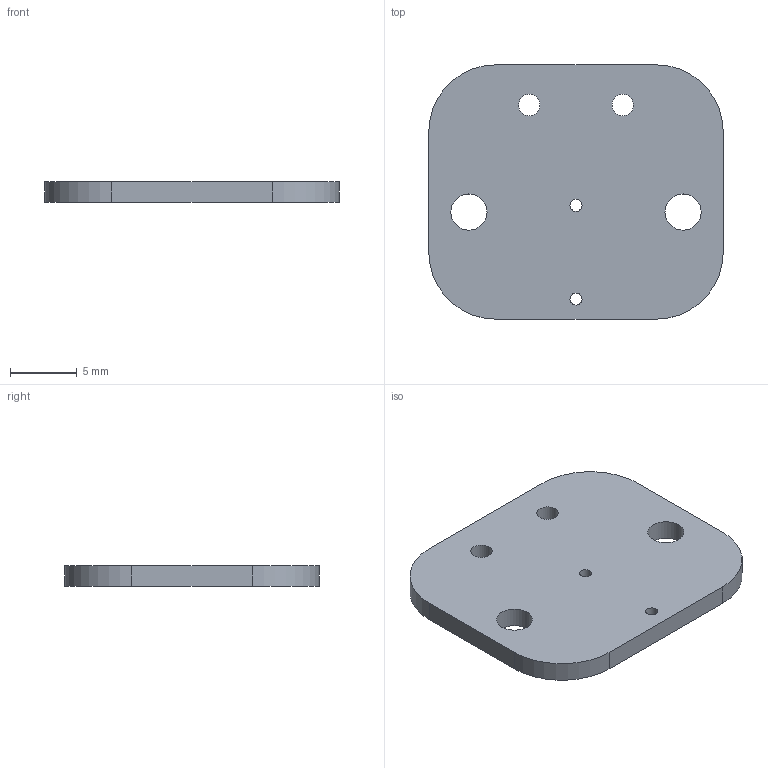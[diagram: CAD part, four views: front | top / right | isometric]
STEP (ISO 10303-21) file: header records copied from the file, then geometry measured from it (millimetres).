
FILE_DESCRIPTION(('KiCad electronic assembly'),'2;1');
FILE_NAME('FlashAdapter.step','2025-11-23T13:00:04',('Pcbnew'),('Kicad') ,'Open CASCADE STEP processor 7.8','KiCad to STEP converter','Unknown' );
FILE_SCHEMA(('AUTOMOTIVE_DESIGN { 1 0 10303 214 1 1 1 1 }'));
Length unit declared in the file: millimetre
Products named in the file (2): FlashAdapter 1; FlashAdapter_PCB
Assembly tree (1 placements, depth 2):
  FlashAdapter 1
    FlashAdapter_PCB
Bounding box: 22 x 19 x 1.51 mm (x, y, z)
Volume: 573.5 mm3; surface area: 919.8 mm2
Topology: 1 solids, 1 shells, 16 faces, 42 edges, 28 vertices
Faces by surface type: cylinder 10, plane 6
Full cylindrical faces by diameter (mm): 0.9 x2, 1.6 x2, 2.7 x2
Entity records: 567 total; most frequent: DIRECTION 98, CARTESIAN_POINT 88, ORIENTED_EDGE 84, EDGE_CURVE 42, AXIS2_PLACEMENT_3D 38, FACE_BOUND 28, EDGE_LOOP 28, VERTEX_POINT 28
